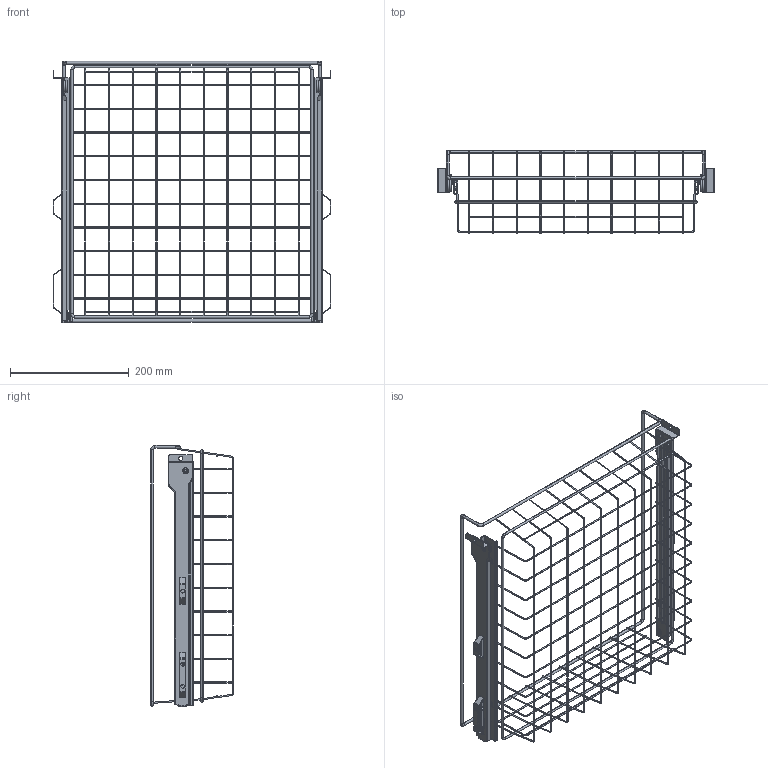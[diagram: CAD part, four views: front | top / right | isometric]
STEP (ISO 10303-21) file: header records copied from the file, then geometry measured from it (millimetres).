
FILE_DESCRIPTION (( 'STEP AP203' ), '1' );
FILE_NAME ('LM 602 rullakiskokori.STEP', '2023-01-17T07:29:28', ( '' ), ( '' ), 'SwSTEP 2.0', 'SolidWorks 2021', '' );
FILE_SCHEMA (( 'CONFIG_CONTROL_DESIGN' ));
Length unit declared in the file: millimetre
Products named in the file (14): Mirror10026; 10027; Mirror10365; Mirror10360; 10364; 10365; 10361; Mirror10361; LM 602 rullakiskokori; Mirror10364; 10353_Default<As Machined>; Mirror10027; 10360; 10026
Assembly tree (17 placements, depth 3):
  LM 602 rullakiskokori
    10353_Default<As Machined>
    10361
      10360
      10026
      10027
    10365
      10364
      10026
      10027
    Mirror10365
      Mirror10364
      Mirror10026
      Mirror10027
    Mirror10361
      Mirror10360
      Mirror10026
      Mirror10027
Bounding box: 468.21 x 140 x 440.53 mm (x, y, z)
Volume: 285073 mm3; surface area: 458167 mm2
Topology: 89 solids, 89 shells, 1754 faces, 3820 edges, 2248 vertices
Faces by surface type: cylinder 802, plane 504, torus 410, cone 28, bspline 10
Entity records: 45736 total; most frequent: DIRECTION 8464, CARTESIAN_POINT 7996, ORIENTED_EDGE 7004, EDGE_CURVE 3502, AXIS2_PLACEMENT_3D 3484, VERTEX_POINT 2052, CIRCLE 1866, EDGE_LOOP 1684
